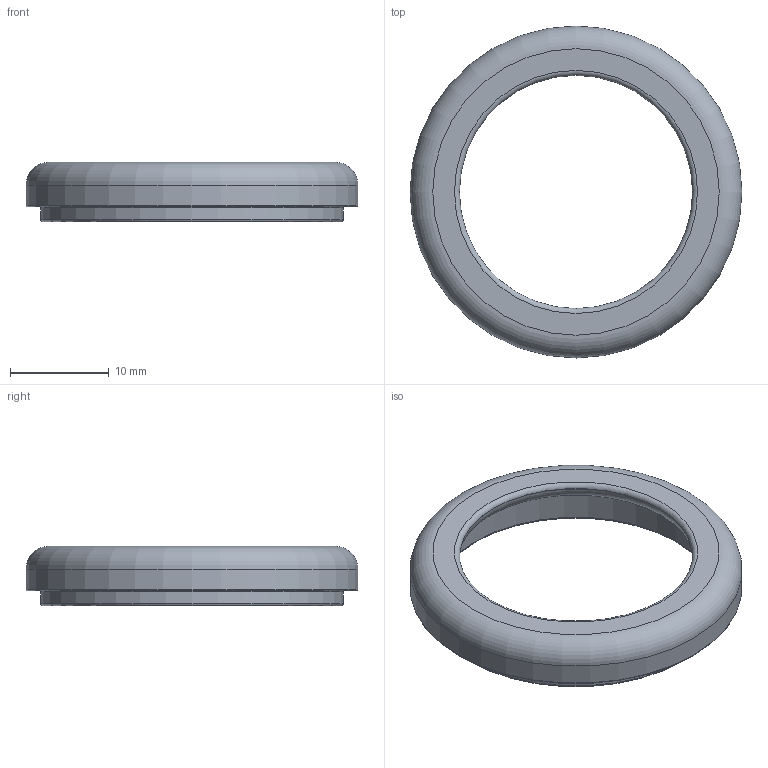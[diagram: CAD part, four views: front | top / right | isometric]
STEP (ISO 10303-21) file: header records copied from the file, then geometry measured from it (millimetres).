
FILE_DESCRIPTION(('FreeCAD Model'),'2;1');
FILE_NAME('JoystickCapV1_0.step','2020-01-09T22:48:36',('Author'),(''), 'Open CASCADE STEP processor 7.3','FreeCAD','Unknown');
FILE_SCHEMA(('AUTOMOTIVE_DESIGN { 1 0 10303 214 1 1 1 1 }'));
Length unit declared in the file: millimetre
Products named in the file (1): Cap
Bounding box: 33.6 x 33.6 x 6 mm (x, y, z)
Volume: 1490.5 mm3; surface area: 1832 mm2
Topology: 1 solids, 1 shells, 15 faces, 26 edges, 15 vertices
Faces by surface type: torus 7, plane 4, cylinder 4
Full cylindrical faces by diameter (mm): 23.6 x1, 28.6 x1, 30.6 x1, 33.6 x1
Entity records: 729 total; most frequent: DIRECTION 132, CARTESIAN_POINT 109, ORIENTED_EDGE 52, PCURVE 52, DEFINITIONAL_REPRESENTATION 52, LINE 48, VECTOR 48, AXIS2_PLACEMENT_3D 38
